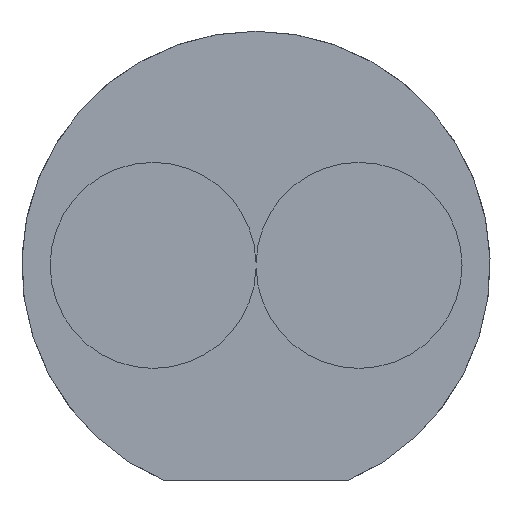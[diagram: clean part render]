
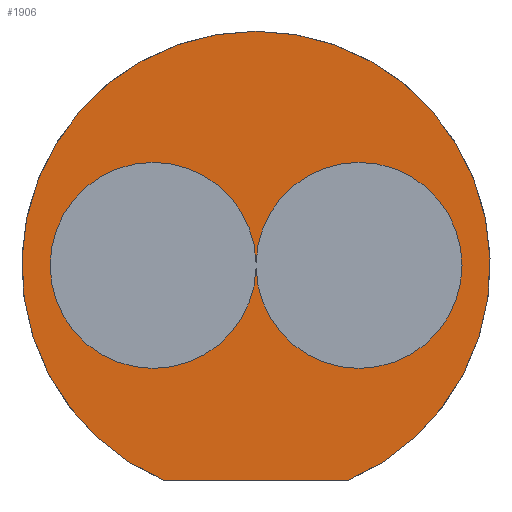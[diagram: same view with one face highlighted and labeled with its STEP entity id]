
A CAD part, left-side view. The second image highlights one B-rep face of the part: STEP entity #1906.
In plain terms, the highlighted planar face has unit normal (-1, 0, 0).
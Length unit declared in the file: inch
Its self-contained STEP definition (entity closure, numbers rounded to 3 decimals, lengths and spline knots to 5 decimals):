
#32 = AXIS2_PLACEMENT_3D ( 'NONE', #1423, #1420, #1411 ) ;
#142 = CIRCLE ( 'NONE', #2082, 0.04331 ) ;
#168 = CIRCLE ( 'NONE', #2096, 0.04331 ) ;
#169 = CIRCLE ( 'NONE', #2118, 0.04331 ) ;
#178 = CIRCLE ( 'NONE', #2129, 0.04331 ) ;
#203 = EDGE_CURVE ( 'NONE', #1379, #1185, #1555, .T. ) ;
#235 = CIRCLE ( 'NONE', #2169, 0.09843 ) ;
#280 = VECTOR ( 'NONE', #778, 39.37008 ) ;
#285 = LINE ( 'NONE', #1798, #280 ) ;
#292 = EDGE_CURVE ( 'NONE', #1531, #1659, #1447, .T. ) ;
#313 = CARTESIAN_POINT ( 'NONE',  ( -0.3937, 0., 0.09843 ) ) ;
#321 = CIRCLE ( 'NONE', #2291, 0.09843 ) ;
#343 = DIRECTION ( 'NONE',  ( 0., -1., 0. ) ) ;
#492 = EDGE_CURVE ( 'NONE', #1545, #2224, #321, .T. ) ;
#501 = CARTESIAN_POINT ( 'NONE',  ( -0.3937, 0., 0. ) ) ;
#505 = DIRECTION ( 'NONE',  ( -1., 0., 0. ) ) ;
#514 = DIRECTION ( 'NONE',  ( 0., 1., 0. ) ) ;
#520 = EDGE_CURVE ( 'NONE', #931, #1545, #285, .T. ) ;
#531 = CARTESIAN_POINT ( 'NONE',  ( -0.3937, -0.04331, -0.04331 ) ) ;
#584 = EDGE_CURVE ( 'NONE', #2224, #931, #235, .T. ) ;
#606 = VERTEX_POINT ( 'NONE', #531 ) ;
#642 = EDGE_CURVE ( 'NONE', #1185, #729, #178, .T. ) ;
#666 = EDGE_CURVE ( 'NONE', #729, #1531, #169, .T. ) ;
#681 = EDGE_CURVE ( 'NONE', #606, #1379, #168, .T. ) ;
#709 = ORIENTED_EDGE ( 'NONE', *, *, #520, .T. ) ;
#711 = EDGE_CURVE ( 'NONE', #1659, #606, #142, .T. ) ;
#729 = VERTEX_POINT ( 'NONE', #1187 ) ;
#778 = DIRECTION ( 'NONE',  ( 0., -1., 0. ) ) ;
#820 = FACE_BOUND ( 'NONE', #2078, .T. ) ;
#842 = CARTESIAN_POINT ( 'NONE',  ( -0.3937, 0.04327, 0. ) ) ;
#855 = ORIENTED_EDGE ( 'NONE', *, *, #642, .F. ) ;
#867 = DIRECTION ( 'NONE',  ( -1., 0., 0. ) ) ;
#872 = DIRECTION ( 'NONE',  ( 0., 0., 1. ) ) ;
#881 = FACE_OUTER_BOUND ( 'NONE', #2047, .T. ) ;
#925 = DIRECTION ( 'NONE',  ( 0., 0., 1. ) ) ;
#928 = DIRECTION ( 'NONE',  ( -1., 0., 0. ) ) ;
#931 = VERTEX_POINT ( 'NONE', #2327 ) ;
#936 = CARTESIAN_POINT ( 'NONE',  ( -0.3937, 0.04327, 0. ) ) ;
#983 = CARTESIAN_POINT ( 'NONE',  ( -0.3937, 0.04327, 0. ) ) ;
#1002 = CARTESIAN_POINT ( 'NONE',  ( -0.3937, 0., 0. ) ) ;
#1009 = DIRECTION ( 'NONE',  ( -1., 0., 0. ) ) ;
#1017 = DIRECTION ( 'NONE',  ( 0., 0., 1. ) ) ;
#1085 = CARTESIAN_POINT ( 'NONE',  ( -0.3937, -0.04331, 0. ) ) ;
#1097 = DIRECTION ( 'NONE',  ( -1., 0., 0. ) ) ;
#1102 = DIRECTION ( 'NONE',  ( 0., 0., 1. ) ) ;
#1174 = CARTESIAN_POINT ( 'NONE',  ( -0.3937, -0.04331, 0. ) ) ;
#1178 = DIRECTION ( 'NONE',  ( -1., 0., 0. ) ) ;
#1184 = DIRECTION ( 'NONE',  ( 0., 0., 1. ) ) ;
#1185 = VERTEX_POINT ( 'NONE', #1518 ) ;
#1187 = CARTESIAN_POINT ( 'NONE',  ( -0.3937, 0.04327, 0.04331 ) ) ;
#1217 = CARTESIAN_POINT ( 'NONE',  ( -0.3937, 0., 0. ) ) ;
#1275 = AXIS2_PLACEMENT_3D ( 'NONE', #1002, #2282, #343 ) ;
#1379 = VERTEX_POINT ( 'NONE', #1990 ) ;
#1398 = ORIENTED_EDGE ( 'NONE', *, *, #584, .T. ) ;
#1407 = ORIENTED_EDGE ( 'NONE', *, *, #292, .F. ) ;
#1411 = DIRECTION ( 'NONE',  ( 0., 0., 1. ) ) ;
#1414 = ORIENTED_EDGE ( 'NONE', *, *, #681, .F. ) ;
#1420 = DIRECTION ( 'NONE',  ( -1., 0., 0. ) ) ;
#1423 = CARTESIAN_POINT ( 'NONE',  ( -0.3937, -0.04331, 0. ) ) ;
#1447 = CIRCLE ( 'NONE', #2199, 0.04331 ) ;
#1484 = CARTESIAN_POINT ( 'NONE',  ( -0.3937, -0.03857, -0.09055 ) ) ;
#1518 = CARTESIAN_POINT ( 'NONE',  ( -0.3937, -0.00002, 0.00131 ) ) ;
#1531 = VERTEX_POINT ( 'NONE', #1594 ) ;
#1545 = VERTEX_POINT ( 'NONE', #1484 ) ;
#1555 = CIRCLE ( 'NONE', #32, 0.04331 ) ;
#1594 = CARTESIAN_POINT ( 'NONE',  ( -0.3937, 0.04327, -0.04331 ) ) ;
#1659 = VERTEX_POINT ( 'NONE', #2171 ) ;
#1798 = CARTESIAN_POINT ( 'NONE',  ( -0.3937, 0.03857, -0.09055 ) ) ;
#1810 = ORIENTED_EDGE ( 'NONE', *, *, #711, .F. ) ;
#1874 = ORIENTED_EDGE ( 'NONE', *, *, #492, .T. ) ;
#1906 = ADVANCED_FACE ( 'NONE', ( #881, #820 ), #2231, .T. ) ;
#1957 = ORIENTED_EDGE ( 'NONE', *, *, #203, .F. ) ;
#1990 = CARTESIAN_POINT ( 'NONE',  ( -0.3937, -0.04331, 0.04331 ) ) ;
#2047 = EDGE_LOOP ( 'NONE', ( #1874, #1398, #709 ) ) ;
#2078 = EDGE_LOOP ( 'NONE', ( #855, #1957, #1414, #1810, #1407, #2127 ) ) ;
#2082 = AXIS2_PLACEMENT_3D ( 'NONE', #1174, #1178, #1184 ) ;
#2096 = AXIS2_PLACEMENT_3D ( 'NONE', #1085, #1097, #1102 ) ;
#2118 = AXIS2_PLACEMENT_3D ( 'NONE', #983, #1009, #1017 ) ;
#2127 = ORIENTED_EDGE ( 'NONE', *, *, #666, .F. ) ;
#2129 = AXIS2_PLACEMENT_3D ( 'NONE', #842, #867, #872 ) ;
#2138 = DIRECTION ( 'NONE',  ( -1., 0., 0. ) ) ;
#2141 = DIRECTION ( 'NONE',  ( 0., 1., 0. ) ) ;
#2169 = AXIS2_PLACEMENT_3D ( 'NONE', #501, #505, #514 ) ;
#2171 = CARTESIAN_POINT ( 'NONE',  ( -0.3937, -0.00002, -0.00131 ) ) ;
#2199 = AXIS2_PLACEMENT_3D ( 'NONE', #936, #928, #925 ) ;
#2224 = VERTEX_POINT ( 'NONE', #313 ) ;
#2231 = PLANE ( 'NONE',  #1275 ) ;
#2282 = DIRECTION ( 'NONE',  ( -1., 0., 0. ) ) ;
#2291 = AXIS2_PLACEMENT_3D ( 'NONE', #1217, #2138, #2141 ) ;
#2327 = CARTESIAN_POINT ( 'NONE',  ( -0.3937, 0.03857, -0.09055 ) ) ;
